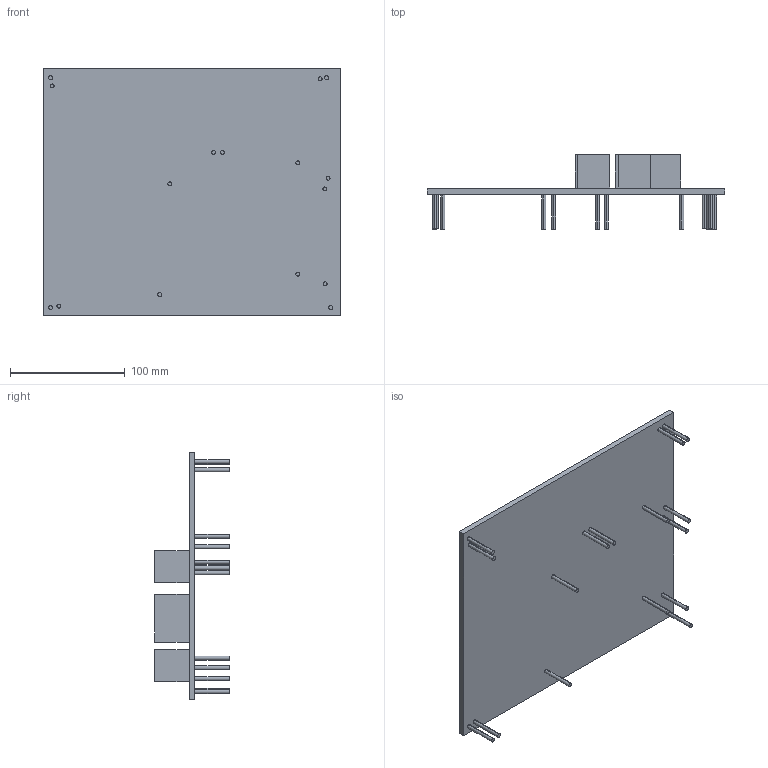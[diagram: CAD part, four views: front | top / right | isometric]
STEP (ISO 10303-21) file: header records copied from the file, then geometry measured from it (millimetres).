
FILE_DESCRIPTION (( 'STEP AP214' ), '1' );
FILE_NAME ('ads9-v2ebz.STEP', '2024-01-29T19:22:10', ( '' ), ( '' ), 'SwSTEP 2.0', 'SolidWorks 2023', '' );
FILE_SCHEMA (( 'AUTOMOTIVE_DESIGN' ));
Length unit declared in the file: millimetre
Products named in the file (1): ads9-v2ebz
Bounding box: 259.71 x 65 x 215.9 mm (x, y, z)
Volume: 426510.8 mm3; surface area: 140379.8 mm2
Topology: 1 solids, 1 shells, 79 faces, 168 edges, 112 vertices
Faces by surface type: plane 47, cylinder 32
Entity records: 2169 total; most frequent: DIRECTION 392, CARTESIAN_POINT 360, ORIENTED_EDGE 336, EDGE_CURVE 168, AXIS2_PLACEMENT_3D 144, VERTEX_POINT 112, LINE 104, VECTOR 104
